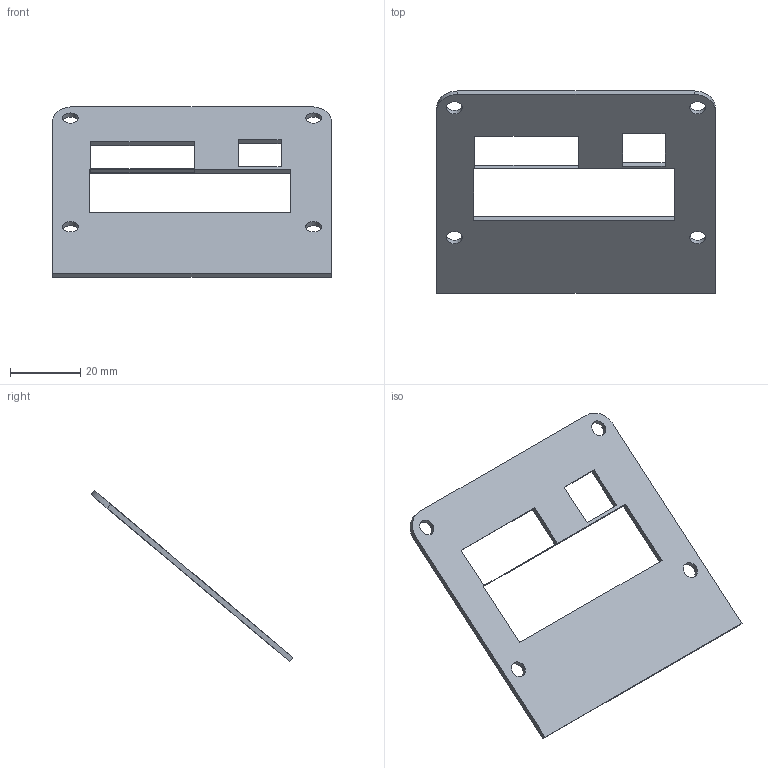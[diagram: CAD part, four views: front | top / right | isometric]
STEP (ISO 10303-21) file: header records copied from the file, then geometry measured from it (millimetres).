
FILE_DESCRIPTION(/* description */ (''),/* implementation_level */ '2;1');
FILE_NAME(/* name */ 'top.step',/* time_stamp */ '2025-07-17T07:08:35+02:00',/* author */ (''),/* organization */ (''),/* preprocessor_version */ 'ST-DEVELOPER v20.1',/* originating_system */ 'Autodesk Translation Framework v14.10.0.0',/* authorisation */ '');
FILE_SCHEMA (('AUTOMOTIVE_DESIGN { 1 0 10303 214 3 1 1 }'));
Length unit declared in the file: millimetre
Products named in the file (1): top
Bounding box: 79 x 57.27 x 48.39 mm (x, y, z)
Volume: 6207 mm3; surface area: 9270.6 mm2
Topology: 1 solids, 1 shells, 381 faces, 1068 edges, 712 vertices
Faces by surface type: bspline 257, plane 118, cylinder 6
Full cylindrical faces by diameter (mm): 4.5 x4
Entity records: 14645 total; most frequent: CARTESIAN_POINT 6531, ORIENTED_EDGE 2136, EDGE_CURVE 1068, DIRECTION 816, VERTEX_POINT 712, LINE 542, VECTOR 542, B_SPLINE_CURVE_WITH_KNOTS 514
